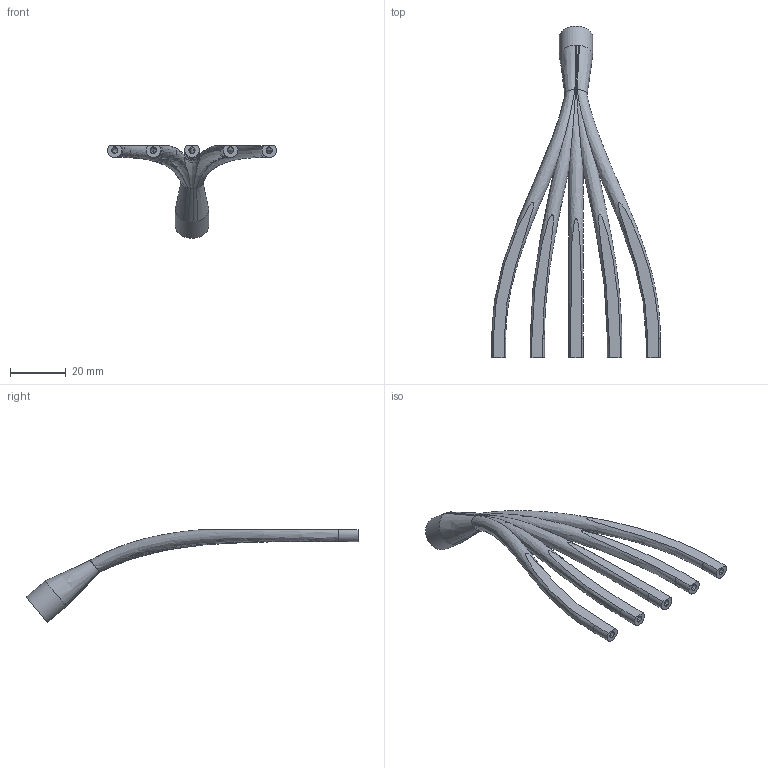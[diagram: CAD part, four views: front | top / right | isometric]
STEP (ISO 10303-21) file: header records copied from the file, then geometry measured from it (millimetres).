
FILE_DESCRIPTION(/* description */ (''),/* implementation_level */ '2;1');
FILE_NAME(/* name */ 'Merger_V2.step',/* time_stamp */ '2021-05-04T23:57:25-04:00',/* author */ (''),/* organization */ (''),/* preprocessor_version */ 'ST-DEVELOPER v18.1',/* originating_system */ 'Autodesk Translation Framework v10.6.0.1341',/* authorisation */ '');
FILE_SCHEMA (('AUTOMOTIVE_DESIGN { 1 0 10303 214 3 1 1 }'));
Length unit declared in the file: millimetre
Products named in the file (1): merger floating design
Bounding box: 60.7 x 119.28 x 33.37 mm (x, y, z)
Volume: 8722.5 mm3; surface area: 11788.4 mm2
Topology: 2 solids, 2 shells, 115 faces, 320 edges, 208 vertices
Faces by surface type: bspline 77, cylinder 22, plane 16
Full cylindrical faces by diameter (mm): 4.6 x2, 9.236 x5, 10.147 x5, 12 x1
Entity records: 8933 total; most frequent: CARTESIAN_POINT 6595, ORIENTED_EDGE 640, EDGE_CURVE 320, B_SPLINE_CURVE_WITH_KNOTS 229, VERTEX_POINT 208, DIRECTION 202, EDGE_LOOP 124, FACE_OUTER_BOUND 115
